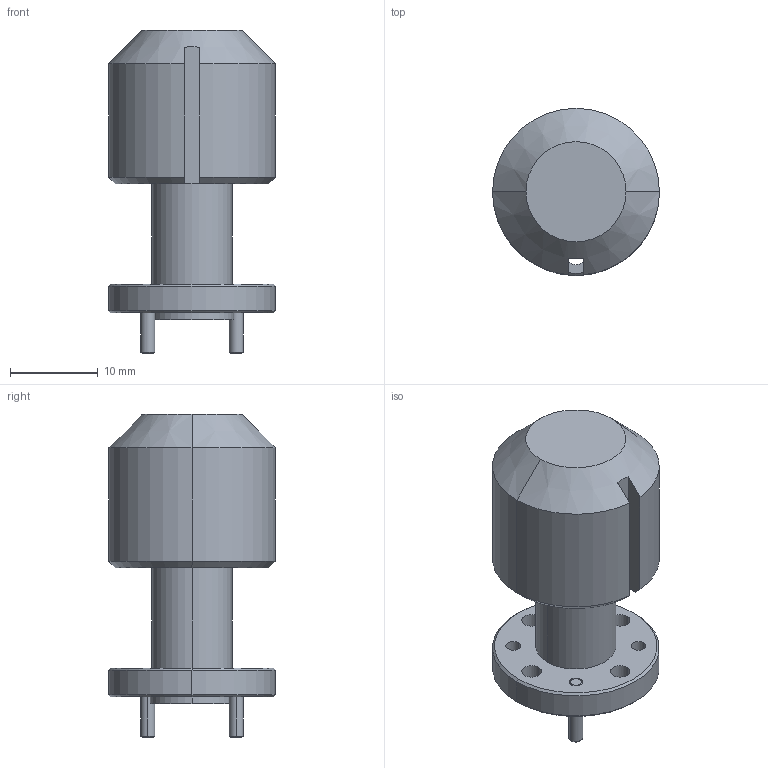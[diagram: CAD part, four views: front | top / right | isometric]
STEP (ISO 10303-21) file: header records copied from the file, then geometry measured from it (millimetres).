
FILE_DESCRIPTION (( 'STEP AP203' ), '1' );
FILE_NAME ('SAF-6039031437-125-S1.STEP', '2019-06-20T23:36:42', ( '' ), ( '' ), 'SwSTEP 2.0', 'SolidWorks 2016', '' );
FILE_SCHEMA (( 'CONFIG_CONTROL_DESIGN' ));
Length unit declared in the file: inch
Products named in the file (1): SAF-6039031437-125-S1
Bounding box: 19.05 x 19.05 x 36.89 mm (x, y, z)
Volume: 6234.3 mm3; surface area: 2664.8 mm2
Topology: 3 solids, 3 shells, 81 faces, 177 edges, 110 vertices
Faces by surface type: cylinder 39, cone 25, plane 17
Entity records: 2362 total; most frequent: DIRECTION 439, CARTESIAN_POINT 392, ORIENTED_EDGE 354, AXIS2_PLACEMENT_3D 185, EDGE_CURVE 177, VERTEX_POINT 110, EDGE_LOOP 105, CIRCLE 103
